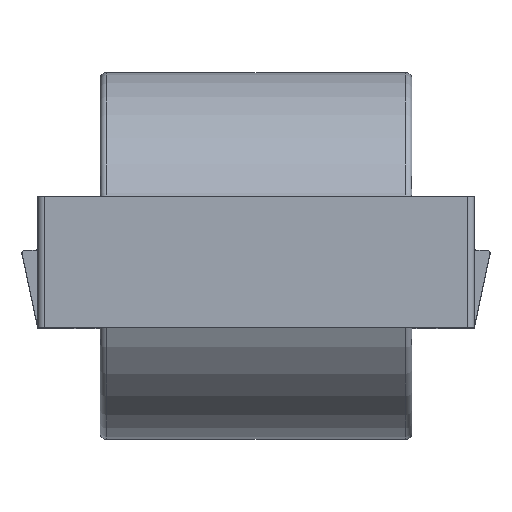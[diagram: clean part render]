
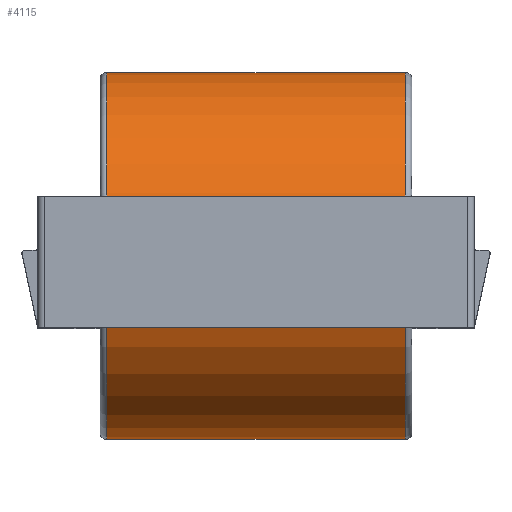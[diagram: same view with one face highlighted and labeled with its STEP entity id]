
A CAD part, top view. The second image highlights one B-rep face of the part: STEP entity #4115.
In plain terms, the highlighted cylindrical face has radius 14 mm (diameter 28 mm), a full revolution.
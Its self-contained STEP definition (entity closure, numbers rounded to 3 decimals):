
#52=CYLINDRICAL_SURFACE('',#4503,14.);
#133=FACE_OUTER_BOUND('',#357,.T.);
#357=EDGE_LOOP('',(#2866,#2867,#2868,#2869));
#635=LINE('',#6376,#1080);
#1080=VECTOR('',#5085,14.);
#1512=CIRCLE('',#4501,14.);
#1513=CIRCLE('',#4504,14.);
#1742=VERTEX_POINT('',#6370);
#1743=VERTEX_POINT('',#6375);
#2191=EDGE_CURVE('',#1742,#1742,#1512,.T.);
#2192=EDGE_CURVE('',#1742,#1743,#635,.T.);
#2193=EDGE_CURVE('',#1743,#1743,#1513,.T.);
#2866=ORIENTED_EDGE('',*,*,#2191,.F.);
#2867=ORIENTED_EDGE('',*,*,#2192,.T.);
#2868=ORIENTED_EDGE('',*,*,#2193,.T.);
#2869=ORIENTED_EDGE('',*,*,#2192,.F.);
#4115=ADVANCED_FACE('',(#133),#52,.T.);
#4501=AXIS2_PLACEMENT_3D('',#6372,#5079,#5080);
#4503=AXIS2_PLACEMENT_3D('',#6374,#5083,#5084);
#4504=AXIS2_PLACEMENT_3D('',#6377,#5086,#5087);
#5079=DIRECTION('center_axis',(0.,0.,1.));
#5080=DIRECTION('ref_axis',(1.,0.,0.));
#5083=DIRECTION('center_axis',(0.,0.,1.));
#5084=DIRECTION('ref_axis',(1.,0.,0.));
#5085=DIRECTION('',(0.,0.,-1.));
#5086=DIRECTION('center_axis',(0.,0.,1.));
#5087=DIRECTION('ref_axis',(1.,0.,0.));
#6370=CARTESIAN_POINT('',(-14.,0.,11.4));
#6372=CARTESIAN_POINT('Origin',(0.,0.,11.4));
#6374=CARTESIAN_POINT('Origin',(0.,0.,12.6));
#6375=CARTESIAN_POINT('',(-14.,0.,-11.4));
#6376=CARTESIAN_POINT('',(-14.,0.,12.6));
#6377=CARTESIAN_POINT('Origin',(0.,0.,-11.4));
